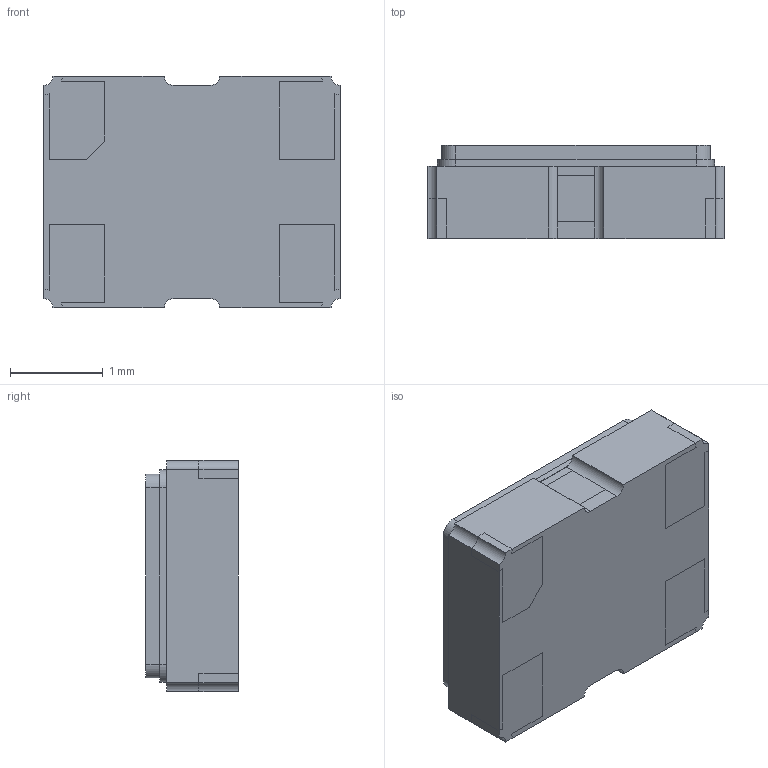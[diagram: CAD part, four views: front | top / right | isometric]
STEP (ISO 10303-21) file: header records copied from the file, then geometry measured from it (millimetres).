
FILE_DESCRIPTION (( 'STEP AP214' ), '1' );
FILE_NAME ('ECS-TXO-3225-100-TR.STEP', '2021-05-28T19:40:26', ( '' ), ( '' ), 'SwSTEP 2.0', 'SolidWorks 2017', '' );
FILE_SCHEMA (( 'AUTOMOTIVE_DESIGN' ));
Length unit declared in the file: millimetre
Products named in the file (1): ECS-TXO-3225-100-TR
Bounding box: 3.2 x 1 x 2.5 mm (x, y, z)
Volume: 7.6 mm3; surface area: 74.8 mm2
Topology: 8 solids, 8 shells, 124 faces, 322 edges, 212 vertices
Faces by surface type: plane 88, cylinder 36
Entity records: 3875 total; most frequent: CARTESIAN_POINT 659, DIRECTION 644, ORIENTED_EDGE 644, EDGE_CURVE 322, LINE 250, VECTOR 250, VERTEX_POINT 212, AXIS2_PLACEMENT_3D 197
